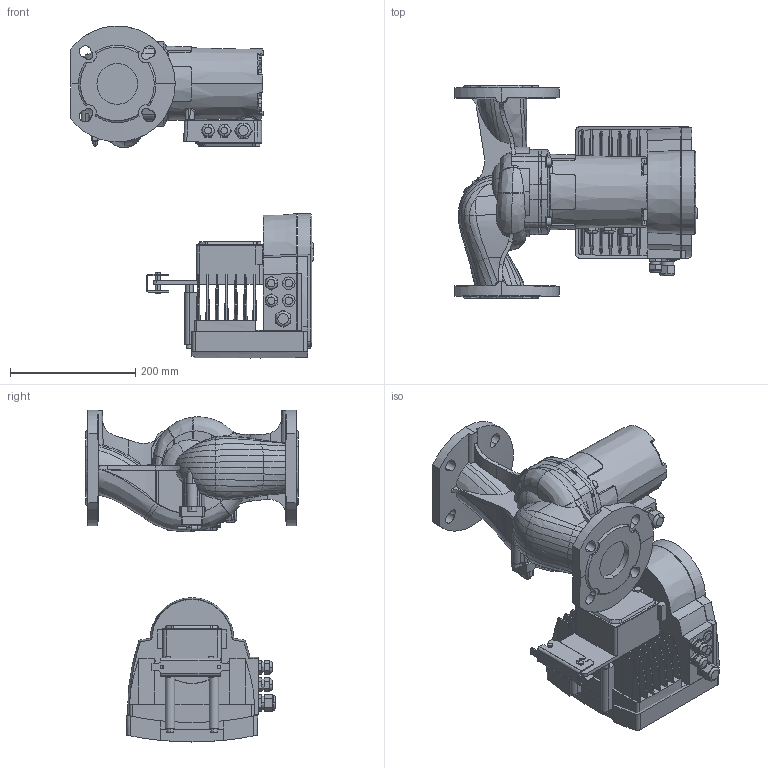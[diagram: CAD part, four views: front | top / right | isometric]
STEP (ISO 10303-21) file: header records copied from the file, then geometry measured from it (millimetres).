
FILE_DESCRIPTION (( 'STEP AP203' ), '1' );
FILE_NAME ('ModulA 65-12 340 GREEN.STEP', '2014-07-15T11:15:50', ( '' ), ( '' ), 'SwSTEP 2.0', 'SolidWorks 2011', '' );
FILE_SCHEMA (( 'CONFIG_CONTROL_DESIGN' ));
Length unit declared in the file: millimetre
Products named in the file (1): ModulA 65-12 340 GREEN
Bounding box: 386.6 x 340 x 530.19 mm (x, y, z)
Volume: 11355733.2 mm3; surface area: 1083923.6 mm2
Topology: 16 solids, 21 shells, 1734 faces, 4610 edges, 2966 vertices
Faces by surface type: plane 656, bspline 490, cylinder 401, cone 137, torus 46, sphere 4
Entity records: 91293 total; most frequent: CARTESIAN_POINT 52763, ORIENTED_EDGE 9160, DIRECTION 6245, EDGE_CURVE 4580, VERTEX_POINT 2966, AXIS2_PLACEMENT_3D 2182, LINE 1881, VECTOR 1881
